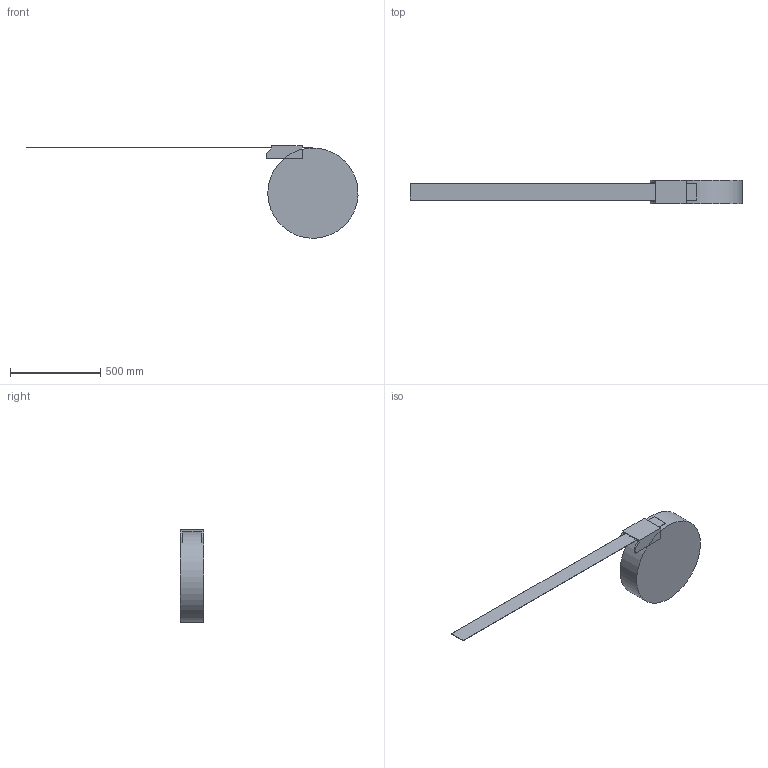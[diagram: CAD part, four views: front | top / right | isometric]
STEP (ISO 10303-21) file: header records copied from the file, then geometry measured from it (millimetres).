
FILE_DESCRIPTION(/* description */ (''),/* implementation_level */ '2;1');
FILE_NAME(/* name */ 'E-TKT_024-tape_9mm',/* time_stamp */ '2023-04-19T16:06:46-03:00',/* author */ (''),/* organization */ (''),/* preprocessor_version */ 'ST-DEVELOPER v16.5',/* originating_system */ '',/* authorisation */ '');
FILE_SCHEMA (('AUTOMOTIVE_DESIGN'));
Length unit declared in the file: centimetre
Products named in the file (1): Document
Bounding box: 1839.65 x 130 x 511.78 mm (x, y, z)
Volume: 26528925.5 mm3; surface area: 991830.3 mm2
Topology: 3 solids, 3 shells, 23 faces, 49 edges, 32 vertices
Faces by surface type: plane 22, bspline 1
Entity records: 604 total; most frequent: CARTESIAN_POINT 188, ORIENTED_EDGE 98, EDGE_CURVE 49, B_SPLINE_CURVE_WITH_KNOTS 46, VERTEX_POINT 32, DIRECTION 26, AXIS2_PLACEMENT_3D 24, ADVANCED_FACE 23
